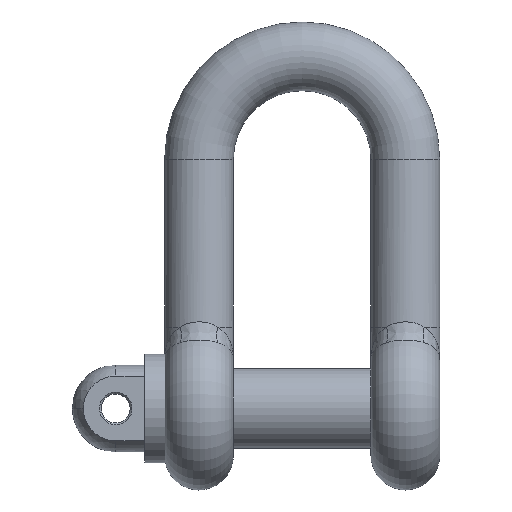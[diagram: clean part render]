
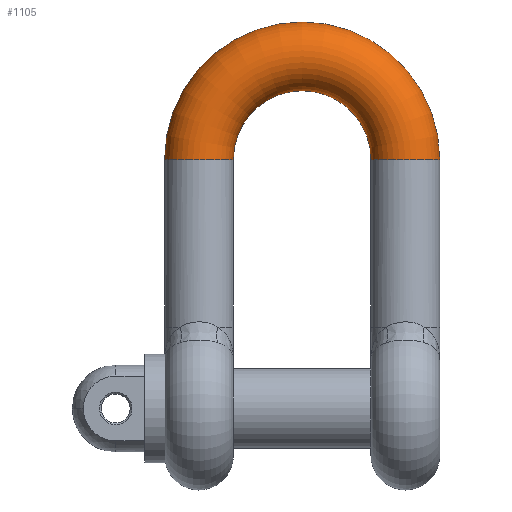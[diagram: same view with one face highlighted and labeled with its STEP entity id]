
A CAD part, top view. The second image highlights one B-rep face of the part: STEP entity #1105.
In plain terms, the highlighted toroidal (fillet/blend) face has major radius 28.5 mm and minor radius 9.5 mm.
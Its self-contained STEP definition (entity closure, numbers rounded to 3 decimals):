
#51 = AXIS2_PLACEMENT_3D ( 'NONE', #2370, #395, #1441 ) ;
#76 = CARTESIAN_POINT ( 'NONE',  ( 38., 68.75, 0. ) ) ;
#130 = DIRECTION ( 'NONE',  ( 0., -1., 0. ) ) ;
#150 = DIRECTION ( 'NONE',  ( -1., 0., 0. ) ) ;
#156 = CIRCLE ( 'NONE', #51, 19. ) ;
#170 = DIRECTION ( 'NONE',  ( 0., 0., -1. ) ) ;
#183 = CARTESIAN_POINT ( 'NONE',  ( 0., 68.75, 0. ) ) ;
#207 = VERTEX_POINT ( 'NONE', #2267 ) ;
#316 = FACE_OUTER_BOUND ( 'NONE', #1356, .T. ) ;
#362 = CARTESIAN_POINT ( 'NONE',  ( -38., 68.75, 0. ) ) ;
#395 = DIRECTION ( 'NONE',  ( 0., 0., -1. ) ) ;
#478 = VERTEX_POINT ( 'NONE', #1322 ) ;
#511 = ORIENTED_EDGE ( 'NONE', *, *, #1990, .F. ) ;
#513 = ORIENTED_EDGE ( 'NONE', *, *, #1430, .T. ) ;
#517 = ORIENTED_EDGE ( 'NONE', *, *, #1857, .T. ) ;
#529 = ORIENTED_EDGE ( 'NONE', *, *, #1509, .F. ) ;
#553 = DIRECTION ( 'NONE',  ( 0., 0., 1. ) ) ;
#1105 = ADVANCED_FACE ( 'NONE', ( #316 ), #2025, .T. ) ;
#1118 = VERTEX_POINT ( 'NONE', #76 ) ;
#1186 = VERTEX_POINT ( 'NONE', #362 ) ;
#1188 = DIRECTION ( 'NONE',  ( 0., 0., 1. ) ) ;
#1222 = CARTESIAN_POINT ( 'NONE',  ( 0., 68.75, 0. ) ) ;
#1322 = CARTESIAN_POINT ( 'NONE',  ( 19., 68.75, 0. ) ) ;
#1356 = EDGE_LOOP ( 'NONE', ( #511, #513, #517, #529 ) ) ;
#1430 = EDGE_CURVE ( 'NONE', #1186, #207, #2206, .T. ) ;
#1441 = DIRECTION ( 'NONE',  ( -1., 0., 0. ) ) ;
#1509 = EDGE_CURVE ( 'NONE', #1118, #478, #1828, .T. ) ;
#1522 = AXIS2_PLACEMENT_3D ( 'NONE', #183, #170, #150 ) ;
#1743 = AXIS2_PLACEMENT_3D ( 'NONE', #2178, #130, #1188 ) ;
#1748 = CARTESIAN_POINT ( 'NONE',  ( -28.5, 68.75, 0. ) ) ;
#1828 = CIRCLE ( 'NONE', #1743, 9.5 ) ;
#1857 = EDGE_CURVE ( 'NONE', #207, #478, #156, .T. ) ;
#1990 = EDGE_CURVE ( 'NONE', #1186, #1118, #2759, .T. ) ;
#2021 = DIRECTION ( 'NONE',  ( 0., 0., -1. ) ) ;
#2025 = TOROIDAL_SURFACE ( 'NONE', #1522, 28.5, 9.5 ) ;
#2054 = AXIS2_PLACEMENT_3D ( 'NONE', #1748, #2472, #553 ) ;
#2178 = CARTESIAN_POINT ( 'NONE',  ( 28.5, 68.75, 0. ) ) ;
#2206 = CIRCLE ( 'NONE', #2054, 9.5 ) ;
#2267 = CARTESIAN_POINT ( 'NONE',  ( -19., 68.75, 0. ) ) ;
#2370 = CARTESIAN_POINT ( 'NONE',  ( 0., 68.75, 0. ) ) ;
#2472 = DIRECTION ( 'NONE',  ( 0., 1., 0. ) ) ;
#2728 = DIRECTION ( 'NONE',  ( -1., 0., 0. ) ) ;
#2741 = AXIS2_PLACEMENT_3D ( 'NONE', #1222, #2021, #2728 ) ;
#2759 = CIRCLE ( 'NONE', #2741, 38. ) ;
